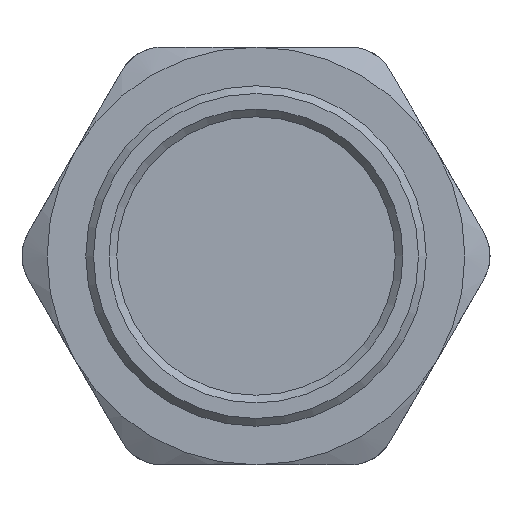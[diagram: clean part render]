
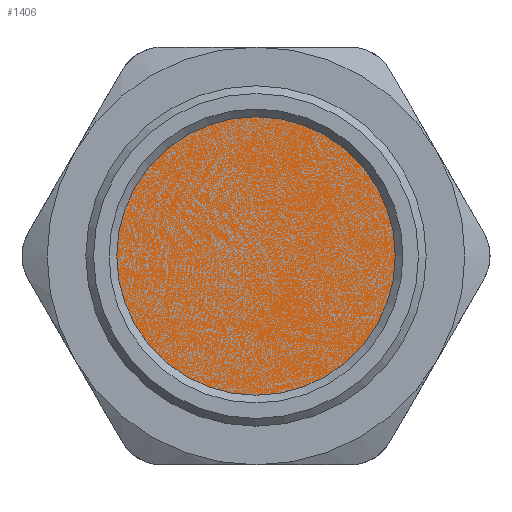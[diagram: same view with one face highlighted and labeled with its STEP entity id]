
A CAD part, front view. The second image highlights one B-rep face of the part: STEP entity #1406.
In plain terms, the highlighted planar face has unit normal (0, 1, 0).
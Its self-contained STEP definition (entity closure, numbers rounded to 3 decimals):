
#459=FACE_OUTER_BOUND('',#546,.T.);
#546=EDGE_LOOP('',(#1291));
#606=CIRCLE('',#1566,11.);
#726=VERTEX_POINT('',#2633);
#915=EDGE_CURVE('',#726,#726,#606,.T.);
#1291=ORIENTED_EDGE('',*,*,#915,.T.);
#1326=PLANE('',#1565);
#1406=ADVANCED_FACE('',(#459),#1326,.T.);
#1565=AXIS2_PLACEMENT_3D('',#2632,#1925,#1926);
#1566=AXIS2_PLACEMENT_3D('',#2634,#1927,#1928);
#1925=DIRECTION('center_axis',(0.,1.,0.));
#1926=DIRECTION('ref_axis',(0.,0.,1.));
#1927=DIRECTION('center_axis',(0.,1.,0.));
#1928=DIRECTION('ref_axis',(-1.,0.,0.));
#2632=CARTESIAN_POINT('Origin',(-4.492,-5.305,0.));
#2633=CARTESIAN_POINT('',(-15.492,-5.305,0.));
#2634=CARTESIAN_POINT('Origin',(-4.492,-5.305,0.));
